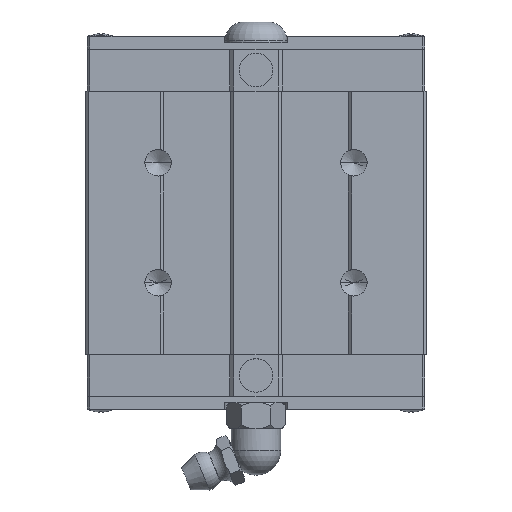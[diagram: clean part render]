
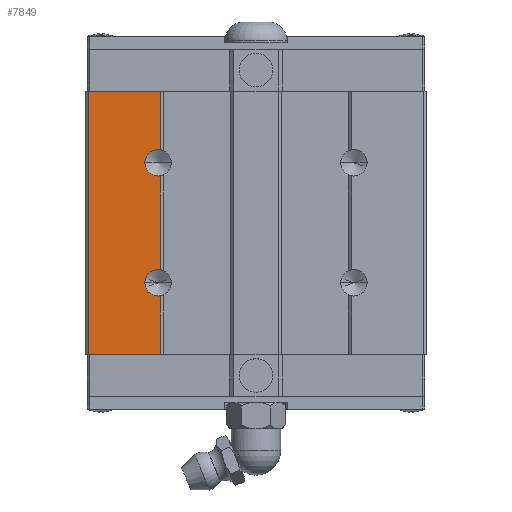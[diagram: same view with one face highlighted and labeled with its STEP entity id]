
A CAD part, top view. The second image highlights one B-rep face of the part: STEP entity #7849.
In plain terms, the highlighted planar face has unit normal (0, 0, 1).
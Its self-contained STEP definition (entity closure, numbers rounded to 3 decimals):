
#3701=EDGE_CURVE('',#5591,#7501,#10845,.T.);
#3933=EDGE_CURVE('',#8571,#5251,#11093,.T.);
#4069=VERTEX_POINT('',#11244);
#4791=EDGE_CURVE('',#5251,#4817,#12026,.T.);
#4817=VERTEX_POINT('',#12057);
#5251=VERTEX_POINT('',#12533);
#5255=EDGE_CURVE('',#4069,#6083,#12538,.T.);
#5591=VERTEX_POINT('',#12897);
#6083=VERTEX_POINT('',#13436);
#6331=EDGE_CURVE('',#10509,#8571,#13701,.T.);
#6773=EDGE_CURVE('',#8503,#10509,#14181,.T.);
#7047=EDGE_CURVE('',#10449,#5591,#14478,.T.);
#7501=VERTEX_POINT('',#14977);
#7849=ADVANCED_FACE('',(#15369),#15370,.T.);
#8079=EDGE_CURVE('',#4817,#4069,#15625,.T.);
#8503=VERTEX_POINT('',#16092);
#8571=VERTEX_POINT('',#16164);
#9879=EDGE_CURVE('',#10449,#6083,#17607,.T.);
#9901=EDGE_CURVE('',#7501,#8503,#17630,.T.);
#10449=VERTEX_POINT('',#18239);
#10509=VERTEX_POINT('',#18306);
#10845=LINE('',#18709,#18710);
#11093=LINE('',#19086,#19087);
#11244=CARTESIAN_POINT('',(-15.125,41.066,21.0));
#12026=CIRCLE('',#20511,2.1);
#12057=CARTESIAN_POINT('',(-17.6,39.0,21.0));
#12533=CARTESIAN_POINT('',(-15.125,36.934,21.0));
#12538=LINE('',#21282,#21283);
#12897=CARTESIAN_POINT('',(-26.6,8.65,21.0));
#13436=CARTESIAN_POINT('',(-15.125,50.35,21.0));
#13701=CIRCLE('',#23088,2.1);
#14181=CIRCLE('',#23869,2.1);
#14478=LINE('',#24319,#24320);
#14977=CARTESIAN_POINT('',(-15.125,8.65,21.0));
#15369=FACE_OUTER_BOUND('',#25652,.T.);
#15370=PLANE('',#25653);
#15625=CIRCLE('',#26046,2.1);
#16092=CARTESIAN_POINT('',(-15.125,17.934,21.0));
#16164=CARTESIAN_POINT('',(-15.125,22.066,21.0));
#17607=LINE('',#29100,#29101);
#17630=LINE('',#29140,#29141);
#18239=CARTESIAN_POINT('',(-26.6,50.35,21.0));
#18306=CARTESIAN_POINT('',(-17.6,20.0,21.0));
#18709=CARTESIAN_POINT('',(-26.6,8.65,21.0));
#18710=VECTOR('',#30566,1.0);
#19086=CARTESIAN_POINT('',(-15.125,60.775,21.0));
#19087=VECTOR('',#30798,1.0);
#20511=AXIS2_PLACEMENT_3D('',#31716,#31717,#31718);
#21282=CARTESIAN_POINT('',(-15.125,60.775,21.0));
#21283=VECTOR('',#32291,1.0);
#23088=AXIS2_PLACEMENT_3D('',#33407,#33408,#33409);
#23869=AXIS2_PLACEMENT_3D('',#33932,#33933,#33934);
#24319=CARTESIAN_POINT('',(-26.6,50.35,21.0));
#24320=VECTOR('',#34201,1.0);
#25652=EDGE_LOOP('',(#35323,#35324,#35325,#35326,#35327,#35328,#35329,#35330,#35331,#35332));
#25653=AXIS2_PLACEMENT_3D('',#35333,#35334,#35335);
#26046=AXIS2_PLACEMENT_3D('',#35628,#35629,#35630);
#29100=CARTESIAN_POINT('',(-26.6,50.35,21.0));
#29101=VECTOR('',#37897,1.0);
#29140=CARTESIAN_POINT('',(-15.125,60.775,21.0));
#29141=VECTOR('',#37916,1.0);
#30566=DIRECTION('',(1.0,0.0,0.0));
#30798=DIRECTION('',(0.0,1.0,-0.0));
#31716=CARTESIAN_POINT('',(-15.5,39.0,21.0));
#31717=DIRECTION('',(0.0,0.0,-1.0));
#31718=DIRECTION('',(1.0,0.0,0.0));
#32291=DIRECTION('',(0.0,1.0,-0.0));
#33407=CARTESIAN_POINT('',(-15.5,20.0,21.0));
#33408=DIRECTION('',(0.0,0.0,-1.0));
#33409=DIRECTION('',(1.0,0.0,0.0));
#33932=CARTESIAN_POINT('',(-15.5,20.0,21.0));
#33933=DIRECTION('',(0.0,0.0,-1.0));
#33934=DIRECTION('',(1.0,0.0,0.0));
#34201=DIRECTION('',(0.0,-1.0,0.0));
#35323=ORIENTED_EDGE('',*,*,#5255,.T.);
#35324=ORIENTED_EDGE('',*,*,#9879,.F.);
#35325=ORIENTED_EDGE('',*,*,#7047,.T.);
#35326=ORIENTED_EDGE('',*,*,#3701,.T.);
#35327=ORIENTED_EDGE('',*,*,#9901,.T.);
#35328=ORIENTED_EDGE('',*,*,#6773,.T.);
#35329=ORIENTED_EDGE('',*,*,#6331,.T.);
#35330=ORIENTED_EDGE('',*,*,#3933,.T.);
#35331=ORIENTED_EDGE('',*,*,#4791,.T.);
#35332=ORIENTED_EDGE('',*,*,#8079,.T.);
#35333=CARTESIAN_POINT('',(-26.6,50.35,21.0));
#35334=DIRECTION('',(0.0,0.0,1.0));
#35335=DIRECTION('',(-1.0,0.0,-0.0));
#35628=CARTESIAN_POINT('',(-15.5,39.0,21.0));
#35629=DIRECTION('',(0.0,0.0,-1.0));
#35630=DIRECTION('',(1.0,0.0,0.0));
#37897=DIRECTION('',(1.0,0.0,0.0));
#37916=DIRECTION('',(0.0,1.0,-0.0));
